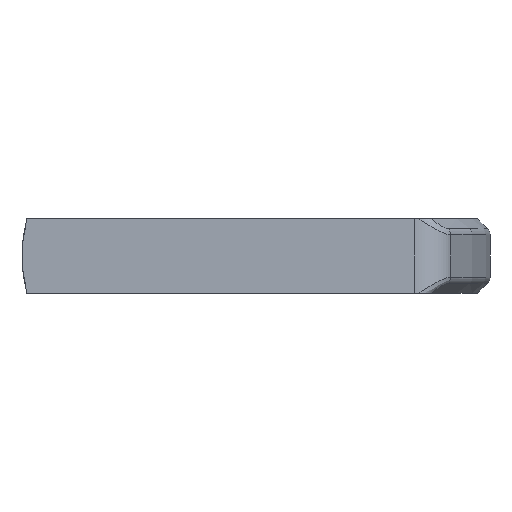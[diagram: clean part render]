
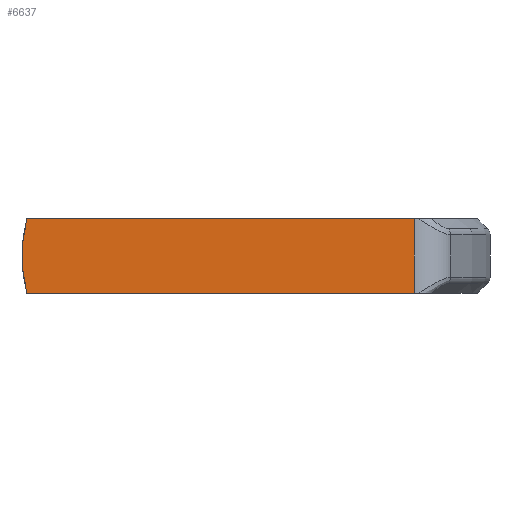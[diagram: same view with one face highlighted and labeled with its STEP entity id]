
A CAD part, left-side view. The second image highlights one B-rep face of the part: STEP entity #6637.
In plain terms, the highlighted planar face has unit normal (-1, 0, 0).
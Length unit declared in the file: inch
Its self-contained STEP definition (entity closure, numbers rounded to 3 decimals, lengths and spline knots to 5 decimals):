
#447=FACE_OUTER_BOUND('',#807,.T.);
#807=EDGE_LOOP('',(#5783,#5784,#5785,#5786));
#904=LINE('',#9094,#1727);
#1624=LINE('',#10619,#2447);
#1643=LINE('',#10957,#2466);
#1727=VECTOR('',#7323,3.90581);
#2447=VECTOR('',#8567,3.90581);
#2466=VECTOR('',#8638,0.75);
#2568=VERTEX_POINT('',#9091);
#2569=VERTEX_POINT('',#9093);
#3061=VERTEX_POINT('',#10616);
#3062=VERTEX_POINT('',#10618);
#3229=EDGE_CURVE('',#2569,#2568,#904,.T.);
#3963=EDGE_CURVE('',#3061,#3062,#1624,.T.);
#4019=EDGE_CURVE('',#3061,#2569,#1643,.T.);
#4020=EDGE_CURVE('',#2568,#3062,#6747,.T.);
#5783=ORIENTED_EDGE('',*,*,#4019,.T.);
#5784=ORIENTED_EDGE('',*,*,#3229,.T.);
#5785=ORIENTED_EDGE('',*,*,#4020,.T.);
#5786=ORIENTED_EDGE('',*,*,#3963,.F.);
#6326=PLANE('',#7112);
#6637=ADVANCED_FACE('',(#447),#6326,.T.);
#6747=CIRCLE('',#7113,1.45168);
#7112=AXIS2_PLACEMENT_3D('',#10958,#8639,#8640);
#7113=AXIS2_PLACEMENT_3D('',#10959,#8641,#8642);
#7323=DIRECTION('',(0.,1.,0.));
#8567=DIRECTION('',(0.,1.,0.));
#8638=DIRECTION('',(0.,0.,1.));
#8639=DIRECTION('center_axis',(-1.,0.,0.));
#8640=DIRECTION('ref_axis',(0.,-1.,0.));
#8641=DIRECTION('center_axis',(-1.,0.,0.));
#8642=DIRECTION('ref_axis',(0.,1.,0.));
#9091=CARTESIAN_POINT('',(0.,0.,0.75));
#9093=CARTESIAN_POINT('',(0.,-3.90581,0.75));
#9094=CARTESIAN_POINT('',(0.,-0.07573,0.75));
#10616=CARTESIAN_POINT('',(0.,-3.90581,0.));
#10618=CARTESIAN_POINT('',(0.,0.,0.));
#10619=CARTESIAN_POINT('',(0.,-0.07573,0.));
#10957=CARTESIAN_POINT('',(0.,-3.90581,0.));
#10958=CARTESIAN_POINT('Origin',(0.,-0.07573,
0.));
#10959=CARTESIAN_POINT('Origin',(0.,-1.4024,
0.375));
